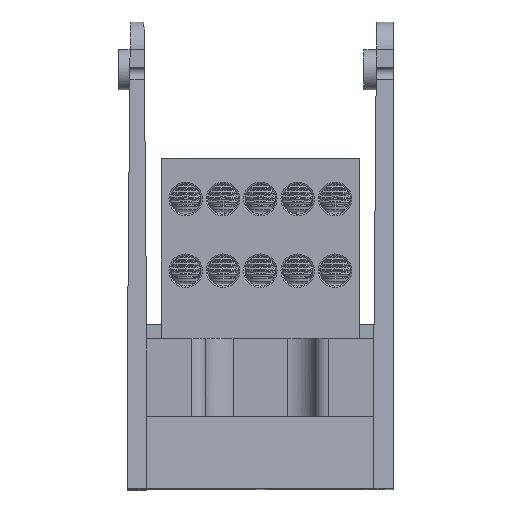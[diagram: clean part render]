
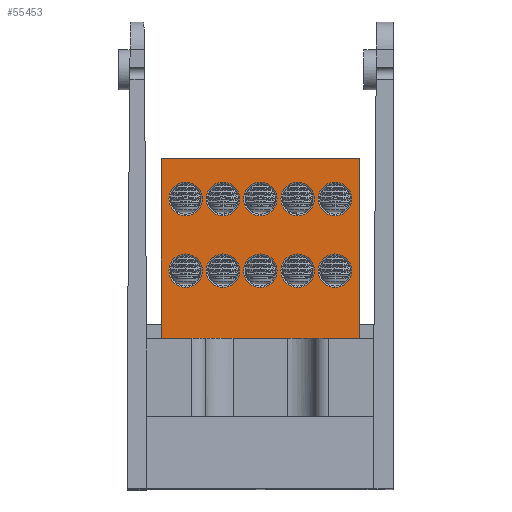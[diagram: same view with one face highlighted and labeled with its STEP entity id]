
A CAD part, top view. The second image highlights one B-rep face of the part: STEP entity #55453.
In plain terms, the highlighted planar face has unit normal (0, 0, 1).
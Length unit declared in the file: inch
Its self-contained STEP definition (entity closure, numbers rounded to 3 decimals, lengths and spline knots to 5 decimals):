
#411 = ORIENTED_EDGE ( 'NONE', *, *, #45744, .F. ) ;
#457 = FACE_BOUND ( 'NONE', #52867, .T. ) ;
#603 = EDGE_CURVE ( 'NONE', #22200, #22200, #10024, .T. ) ;
#2156 = CARTESIAN_POINT ( 'NONE',  ( 0.6365, -0.155, 1.25 ) ) ;
#2196 = VECTOR ( 'NONE', #59675, 39.37008 ) ;
#2454 = EDGE_LOOP ( 'NONE', ( #67257 ) ) ;
#2491 = CARTESIAN_POINT ( 'NONE',  ( -0.1435, 0.345, 1.25 ) ) ;
#3091 = ORIENTED_EDGE ( 'NONE', *, *, #58148, .F. ) ;
#3173 = VERTEX_POINT ( 'NONE', #49619 ) ;
#3317 = EDGE_LOOP ( 'NONE', ( #36613 ) ) ;
#3405 = DIRECTION ( 'NONE',  ( 1., 0., 0. ) ) ;
#3473 = DIRECTION ( 'NONE',  ( 0., 0., 1. ) ) ;
#3607 = CARTESIAN_POINT ( 'NONE',  ( -0.26, 0.345, 1.25 ) ) ;
#3907 = VECTOR ( 'NONE', #13256, 39.37008 ) ;
#4016 = DIRECTION ( 'NONE',  ( 0., 0., -1. ) ) ;
#4121 = DIRECTION ( 'NONE',  ( 1., 0., 0. ) ) ;
#4219 = EDGE_LOOP ( 'NONE', ( #67620 ) ) ;
#4245 = CIRCLE ( 'NONE', #14954, 0.1165 ) ;
#4250 = EDGE_CURVE ( 'NONE', #61742, #61742, #61937, .T. ) ;
#4601 = EDGE_LOOP ( 'NONE', ( #58886 ) ) ;
#4881 = FACE_BOUND ( 'NONE', #3317, .T. ) ;
#7304 = FACE_OUTER_BOUND ( 'NONE', #42579, .T. ) ;
#8253 = EDGE_CURVE ( 'NONE', #62525, #62525, #29545, .T. ) ;
#8579 = EDGE_LOOP ( 'NONE', ( #59789 ) ) ;
#9063 = VERTEX_POINT ( 'NONE', #27383 ) ;
#9176 = PLANE ( 'NONE',  #27203 ) ;
#10024 = CIRCLE ( 'NONE', #47907, 0.1165 ) ;
#10829 = EDGE_CURVE ( 'NONE', #12438, #58537, #23916, .T. ) ;
#11343 = EDGE_LOOP ( 'NONE', ( #57221 ) ) ;
#12438 = VERTEX_POINT ( 'NONE', #32563 ) ;
#12494 = DIRECTION ( 'NONE',  ( 0., 1., 0. ) ) ;
#12715 = CARTESIAN_POINT ( 'NONE',  ( -0.69, -0.625, 1.25 ) ) ;
#12760 = DIRECTION ( 'NONE',  ( 0., 0., 1. ) ) ;
#13077 = DIRECTION ( 'NONE',  ( 0., 0., 1. ) ) ;
#13256 = DIRECTION ( 'NONE',  ( 1., 0., 0. ) ) ;
#13310 = CARTESIAN_POINT ( 'NONE',  ( 0.69, -0.625, 1.25 ) ) ;
#14719 = AXIS2_PLACEMENT_3D ( 'NONE', #68091, #36133, #4121 ) ;
#14954 = AXIS2_PLACEMENT_3D ( 'NONE', #51822, #19667, #57059 ) ;
#15324 = VERTEX_POINT ( 'NONE', #43418 ) ;
#17589 = CARTESIAN_POINT ( 'NONE',  ( 0.6365, 0.345, 1.25 ) ) ;
#17649 = EDGE_CURVE ( 'NONE', #58503, #58503, #42569, .T. ) ;
#18309 = EDGE_CURVE ( 'NONE', #53608, #3173, #21486, .T. ) ;
#18420 = CIRCLE ( 'NONE', #33108, 0.1165 ) ;
#19667 = DIRECTION ( 'NONE',  ( 0., 0., 1. ) ) ;
#20285 = LINE ( 'NONE', #12715, #42891 ) ;
#20589 = DIRECTION ( 'NONE',  ( 0., 0., 1. ) ) ;
#20919 = CARTESIAN_POINT ( 'NONE',  ( -0.1435, -0.155, 1.25 ) ) ;
#21486 = LINE ( 'NONE', #13310, #3907 ) ;
#22032 = VERTEX_POINT ( 'NONE', #2156 ) ;
#22105 = VERTEX_POINT ( 'NONE', #37724 ) ;
#22200 = VERTEX_POINT ( 'NONE', #39687 ) ;
#22908 = DIRECTION ( 'NONE',  ( 0., 0., 1. ) ) ;
#22993 = CARTESIAN_POINT ( 'NONE',  ( -0.69, -0.625, 1.25 ) ) ;
#23916 = LINE ( 'NONE', #26800, #38148 ) ;
#24256 = FACE_BOUND ( 'NONE', #32571, .T. ) ;
#24484 = CIRCLE ( 'NONE', #42432, 0.1165 ) ;
#25922 = AXIS2_PLACEMENT_3D ( 'NONE', #55025, #22908, #60347 ) ;
#25929 = FACE_BOUND ( 'NONE', #8579, .T. ) ;
#26118 = EDGE_CURVE ( 'NONE', #58537, #3173, #42972, .T. ) ;
#26149 = DIRECTION ( 'NONE',  ( 1., 0., 0. ) ) ;
#26254 = DIRECTION ( 'NONE',  ( 0., 0., 1. ) ) ;
#26333 = CARTESIAN_POINT ( 'NONE',  ( -0.52, -0.155, 1.25 ) ) ;
#26800 = CARTESIAN_POINT ( 'NONE',  ( 0.69, 0.625, 1.25 ) ) ;
#26811 = DIRECTION ( 'NONE',  ( 1., 0., 0. ) ) ;
#27203 = AXIS2_PLACEMENT_3D ( 'NONE', #36040, #4016, #41491 ) ;
#27383 = CARTESIAN_POINT ( 'NONE',  ( 0.3765, -0.155, 1.25 ) ) ;
#27612 = CARTESIAN_POINT ( 'NONE',  ( 0.69, 0., 1.25 ) ) ;
#28815 = FACE_BOUND ( 'NONE', #11343, .T. ) ;
#29545 = CIRCLE ( 'NONE', #60117, 0.1165 ) ;
#30516 = AXIS2_PLACEMENT_3D ( 'NONE', #52726, #20589, #58006 ) ;
#31120 = DIRECTION ( 'NONE',  ( 1., 0., 0. ) ) ;
#31183 = DIRECTION ( 'NONE',  ( 0., 0., 1. ) ) ;
#31263 = CARTESIAN_POINT ( 'NONE',  ( -0.52, 0.345, 1.25 ) ) ;
#31547 = CARTESIAN_POINT ( 'NONE',  ( 0.69, 0.625, 1.25 ) ) ;
#32011 = EDGE_LOOP ( 'NONE', ( #411 ) ) ;
#32563 = CARTESIAN_POINT ( 'NONE',  ( -0.69, 0.625, 1.25 ) ) ;
#32571 = EDGE_LOOP ( 'NONE', ( #67345 ) ) ;
#33108 = AXIS2_PLACEMENT_3D ( 'NONE', #44904, #12760, #50305 ) ;
#33320 = FACE_BOUND ( 'NONE', #4601, .T. ) ;
#33353 = EDGE_CURVE ( 'NONE', #42795, #42795, #4245, .T. ) ;
#33702 = ORIENTED_EDGE ( 'NONE', *, *, #62936, .F. ) ;
#34810 = ORIENTED_EDGE ( 'NONE', *, *, #18309, .T. ) ;
#36040 = CARTESIAN_POINT ( 'NONE',  ( 0.69, -0.625, 1.25 ) ) ;
#36133 = DIRECTION ( 'NONE',  ( 0., 0., 1. ) ) ;
#36613 = ORIENTED_EDGE ( 'NONE', *, *, #57100, .F. ) ;
#37724 = CARTESIAN_POINT ( 'NONE',  ( 0.1165, -0.155, 1.25 ) ) ;
#38148 = VECTOR ( 'NONE', #26811, 39.37008 ) ;
#39687 = CARTESIAN_POINT ( 'NONE',  ( -0.4035, 0.345, 1.25 ) ) ;
#40172 = CARTESIAN_POINT ( 'NONE',  ( -0.4035, -0.155, 1.25 ) ) ;
#41099 = CARTESIAN_POINT ( 'NONE',  ( 0.1165, 0.345, 1.25 ) ) ;
#41491 = DIRECTION ( 'NONE',  ( -1., 0., 0. ) ) ;
#42432 = AXIS2_PLACEMENT_3D ( 'NONE', #45225, #13077, #50609 ) ;
#42569 = CIRCLE ( 'NONE', #66331, 0.1165 ) ;
#42579 = EDGE_LOOP ( 'NONE', ( #34810, #45317, #59680, #3091 ) ) ;
#42795 = VERTEX_POINT ( 'NONE', #20919 ) ;
#42891 = VECTOR ( 'NONE', #12494, 39.37008 ) ;
#42971 = FACE_BOUND ( 'NONE', #2454, .T. ) ;
#42972 = LINE ( 'NONE', #27612, #2196 ) ;
#43227 = EDGE_CURVE ( 'NONE', #22105, #22105, #57857, .T. ) ;
#43418 = CARTESIAN_POINT ( 'NONE',  ( 0.3765, 0.345, 1.25 ) ) ;
#44904 = CARTESIAN_POINT ( 'NONE',  ( 0.52, 0.345, 1.25 ) ) ;
#45225 = CARTESIAN_POINT ( 'NONE',  ( 0.26, 0.345, 1.25 ) ) ;
#45317 = ORIENTED_EDGE ( 'NONE', *, *, #26118, .F. ) ;
#45744 = EDGE_CURVE ( 'NONE', #15324, #15324, #24484, .T. ) ;
#46091 = VERTEX_POINT ( 'NONE', #17589 ) ;
#46393 = ORIENTED_EDGE ( 'NONE', *, *, #17649, .F. ) ;
#47876 = CIRCLE ( 'NONE', #25922, 0.1165 ) ;
#47906 = EDGE_CURVE ( 'NONE', #9063, #9063, #47876, .T. ) ;
#47907 = AXIS2_PLACEMENT_3D ( 'NONE', #31263, #31183, #31120 ) ;
#48550 = DIRECTION ( 'NONE',  ( 1., 0., 0. ) ) ;
#48611 = DIRECTION ( 'NONE',  ( 0., 0., 1. ) ) ;
#48699 = CARTESIAN_POINT ( 'NONE',  ( 0., 0.345, 1.25 ) ) ;
#49619 = CARTESIAN_POINT ( 'NONE',  ( 0.69, -0.625, 1.25 ) ) ;
#50305 = DIRECTION ( 'NONE',  ( 1., 0., 0. ) ) ;
#50609 = DIRECTION ( 'NONE',  ( 1., 0., 0. ) ) ;
#51822 = CARTESIAN_POINT ( 'NONE',  ( -0.26, -0.155, 1.25 ) ) ;
#52726 = CARTESIAN_POINT ( 'NONE',  ( 0., -0.155, 1.25 ) ) ;
#52867 = EDGE_LOOP ( 'NONE', ( #46393 ) ) ;
#53249 = EDGE_LOOP ( 'NONE', ( #33702 ) ) ;
#53350 = FACE_BOUND ( 'NONE', #53249, .T. ) ;
#53608 = VERTEX_POINT ( 'NONE', #22993 ) ;
#54393 = CIRCLE ( 'NONE', #14719, 0.1165 ) ;
#55025 = CARTESIAN_POINT ( 'NONE',  ( 0.26, -0.155, 1.25 ) ) ;
#55453 = ADVANCED_FACE ( 'NONE', ( #7304, #42971, #25929, #58008, #28815, #53350, #4881, #60862, #457, #33320, #24256 ), #9176, .F. ) ;
#57059 = DIRECTION ( 'NONE',  ( 1., 0., 0. ) ) ;
#57100 = EDGE_CURVE ( 'NONE', #46091, #46091, #18420, .T. ) ;
#57221 = ORIENTED_EDGE ( 'NONE', *, *, #47906, .F. ) ;
#57857 = CIRCLE ( 'NONE', #30516, 0.1165 ) ;
#58006 = DIRECTION ( 'NONE',  ( 1., 0., 0. ) ) ;
#58008 = FACE_BOUND ( 'NONE', #4219, .T. ) ;
#58148 = EDGE_CURVE ( 'NONE', #53608, #12438, #20285, .T. ) ;
#58503 = VERTEX_POINT ( 'NONE', #41099 ) ;
#58537 = VERTEX_POINT ( 'NONE', #31547 ) ;
#58886 = ORIENTED_EDGE ( 'NONE', *, *, #4250, .F. ) ;
#59675 = DIRECTION ( 'NONE',  ( 0., -1., 0. ) ) ;
#59680 = ORIENTED_EDGE ( 'NONE', *, *, #10829, .F. ) ;
#59789 = ORIENTED_EDGE ( 'NONE', *, *, #33353, .F. ) ;
#60117 = AXIS2_PLACEMENT_3D ( 'NONE', #26333, #26254, #26149 ) ;
#60347 = DIRECTION ( 'NONE',  ( 1., 0., 0. ) ) ;
#60862 = FACE_BOUND ( 'NONE', #32011, .T. ) ;
#61742 = VERTEX_POINT ( 'NONE', #2491 ) ;
#61937 = CIRCLE ( 'NONE', #68189, 0.1165 ) ;
#62525 = VERTEX_POINT ( 'NONE', #40172 ) ;
#62936 = EDGE_CURVE ( 'NONE', #22032, #22032, #54393, .T. ) ;
#66331 = AXIS2_PLACEMENT_3D ( 'NONE', #48699, #48611, #48550 ) ;
#67257 = ORIENTED_EDGE ( 'NONE', *, *, #8253, .F. ) ;
#67345 = ORIENTED_EDGE ( 'NONE', *, *, #603, .F. ) ;
#67620 = ORIENTED_EDGE ( 'NONE', *, *, #43227, .F. ) ;
#68091 = CARTESIAN_POINT ( 'NONE',  ( 0.52, -0.155, 1.25 ) ) ;
#68189 = AXIS2_PLACEMENT_3D ( 'NONE', #3607, #3473, #3405 ) ;
